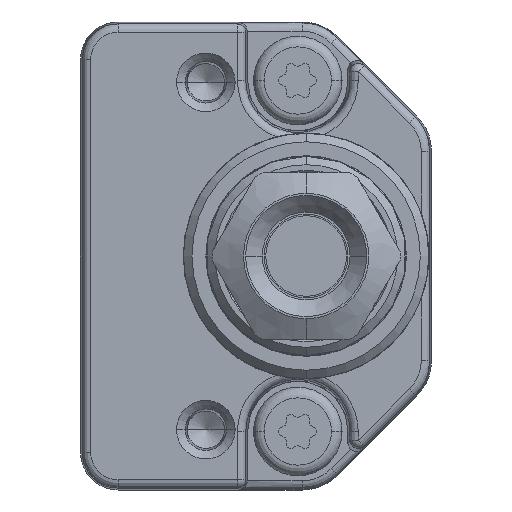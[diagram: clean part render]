
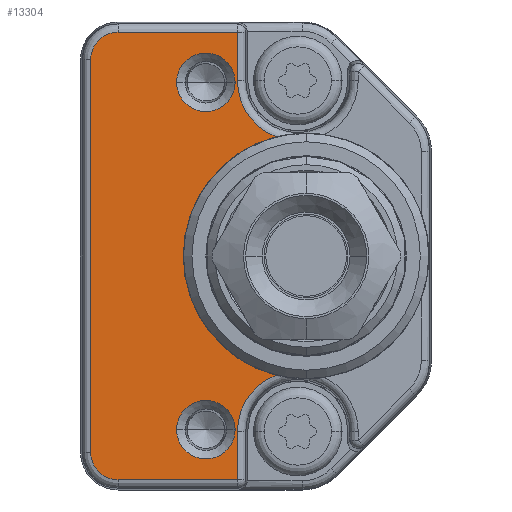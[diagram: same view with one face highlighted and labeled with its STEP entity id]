
A CAD part, left-side view. The second image highlights one B-rep face of the part: STEP entity #13304.
In plain terms, the highlighted planar face has unit normal (-1, 0, 0).
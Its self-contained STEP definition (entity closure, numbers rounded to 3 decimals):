
#507=CARTESIAN_POINT('',(-13.,9.297,-7.127));
#652=CARTESIAN_POINT('',(-13.,9.297,7.127));
#675=CARTESIAN_POINT('',(-13.,8.,-10.5));
#676=DIRECTION('',(1.,0.,0.));
#677=DIRECTION('',(0.,1.,0.));
#678=AXIS2_PLACEMENT_3D('',#675,#676,#677);
#680=DIRECTION('',(0.,0.,1.));
#681=VECTOR('',#680,2.891);
#682=CARTESIAN_POINT('',(-13.,11.614,-13.391));
#683=LINE('',#682,#681);
#684=DIRECTION('',(0.,-1.,0.));
#685=VECTOR('',#684,7.136);
#686=CARTESIAN_POINT('',(-13.,18.75,-13.391));
#687=LINE('',#686,#685);
#688=CARTESIAN_POINT('',(-13.,18.75,-11.75));
#689=DIRECTION('',(-1.,0.,0.));
#690=DIRECTION('',(0.,1.,0.));
#691=AXIS2_PLACEMENT_3D('',#688,#689,#690);
#693=DIRECTION('',(0.,0.,-1.));
#694=VECTOR('',#693,23.5);
#695=CARTESIAN_POINT('',(-13.,20.391,11.75));
#696=LINE('',#695,#694);
#697=CARTESIAN_POINT('',(-13.,18.75,11.75));
#698=DIRECTION('',(-1.,0.,0.));
#699=DIRECTION('',(0.,0.,1.));
#700=AXIS2_PLACEMENT_3D('',#697,#698,#699);
#702=DIRECTION('',(0.,1.,0.));
#703=VECTOR('',#702,7.136);
#704=CARTESIAN_POINT('',(-13.,11.614,13.391));
#705=LINE('',#704,#703);
#706=DIRECTION('',(0.,0.,1.));
#707=VECTOR('',#706,2.891);
#708=CARTESIAN_POINT('',(-13.,11.614,10.5));
#709=LINE('',#708,#707);
#710=CARTESIAN_POINT('',(-13.,8.,10.5));
#711=DIRECTION('',(1.,0.,0.));
#712=DIRECTION('',(0.,0.359,-0.933));
#713=AXIS2_PLACEMENT_3D('',#710,#711,#712);
#715=CARTESIAN_POINT('',(-13.,7.5,0.));
#716=DIRECTION('',(-1.,0.,0.));
#717=DIRECTION('',(0.,0.244,0.97));
#718=AXIS2_PLACEMENT_3D('',#715,#716,#717);
#720=CARTESIAN_POINT('',(-13.,13.5,-10.392));
#721=DIRECTION('',(1.,0.,0.));
#722=DIRECTION('',(0.,-1.,0.));
#723=AXIS2_PLACEMENT_3D('',#720,#721,#722);
#725=CARTESIAN_POINT('',(-13.,13.5,-10.392));
#726=DIRECTION('',(1.,0.,0.));
#727=DIRECTION('',(0.,1.,0.));
#728=AXIS2_PLACEMENT_3D('',#725,#726,#727);
#730=CARTESIAN_POINT('',(-13.,13.5,10.392));
#731=DIRECTION('',(1.,0.,0.));
#732=DIRECTION('',(0.,-1.,0.));
#733=AXIS2_PLACEMENT_3D('',#730,#731,#732);
#735=CARTESIAN_POINT('',(-13.,13.5,10.392));
#736=DIRECTION('',(1.,0.,0.));
#737=DIRECTION('',(0.,1.,0.));
#738=AXIS2_PLACEMENT_3D('',#735,#736,#737);
#11523=VERTEX_POINT('',#507);
#11524=VERTEX_POINT('',#652);
#11541=CARTESIAN_POINT('',(-13.,20.391,-11.75));
#11542=CARTESIAN_POINT('',(-13.,18.75,-13.391));
#11543=VERTEX_POINT('',#11541);
#11544=VERTEX_POINT('',#11542);
#11549=CARTESIAN_POINT('',(-13.,20.391,11.75));
#11550=VERTEX_POINT('',#11549);
#11553=CARTESIAN_POINT('',(-13.,18.75,13.391));
#11554=VERTEX_POINT('',#11553);
#11583=CARTESIAN_POINT('',(-13.,11.614,-10.5));
#11584=VERTEX_POINT('',#11583);
#11585=CARTESIAN_POINT('',(-13.,11.614,-13.391));
#11586=VERTEX_POINT('',#11585);
#11603=CARTESIAN_POINT('',(-13.,11.614,10.5));
#11604=VERTEX_POINT('',#11603);
#11605=CARTESIAN_POINT('',(-13.,11.614,13.391));
#11606=VERTEX_POINT('',#11605);
#11664=CARTESIAN_POINT('',(-13.,11.75,-10.392));
#11665=CARTESIAN_POINT('',(-13.,15.25,-10.392));
#11666=VERTEX_POINT('',#11664);
#11667=VERTEX_POINT('',#11665);
#11672=CARTESIAN_POINT('',(-13.,11.75,10.392));
#11673=CARTESIAN_POINT('',(-13.,15.25,10.392));
#11674=VERTEX_POINT('',#11672);
#11675=VERTEX_POINT('',#11673);
#13269=CARTESIAN_POINT('',(-13.,0.,0.));
#13270=DIRECTION('',(-1.,0.,0.));
#13271=DIRECTION('',(0.,0.,1.));
#13272=AXIS2_PLACEMENT_3D('',#13269,#13270,#13271);
#13273=PLANE('',#13272);
#13274=ORIENTED_EDGE('',*,*,#13117,.F.);
#13276=ORIENTED_EDGE('',*,*,#13275,.F.);
#13278=ORIENTED_EDGE('',*,*,#13277,.F.);
#13280=ORIENTED_EDGE('',*,*,#13279,.F.);
#13282=ORIENTED_EDGE('',*,*,#13281,.F.);
#13284=ORIENTED_EDGE('',*,*,#13283,.F.);
#13286=ORIENTED_EDGE('',*,*,#13285,.F.);
#13287=ORIENTED_EDGE('',*,*,#13260,.F.);
#13288=ORIENTED_EDGE('',*,*,#13218,.F.);
#13289=ORIENTED_EDGE('',*,*,#13132,.T.);
#13290=EDGE_LOOP('',(#13274,#13276,#13278,#13280,#13282,#13284,#13286,#13287,
#13288,#13289));
#13291=FACE_OUTER_BOUND('',#13290,.F.);
#13293=ORIENTED_EDGE('',*,*,#13292,.F.);
#13295=ORIENTED_EDGE('',*,*,#13294,.F.);
#13296=EDGE_LOOP('',(#13293,#13295));
#13297=FACE_BOUND('',#13296,.F.);
#13299=ORIENTED_EDGE('',*,*,#13298,.F.);
#13301=ORIENTED_EDGE('',*,*,#13300,.F.);
#13302=EDGE_LOOP('',(#13299,#13301));
#13303=FACE_BOUND('',#13302,.F.);
#13304=ADVANCED_FACE('',(#13291,#13297,#13303),#13273,.T.);
#679=CIRCLE('',#678,3.614);
#692=CIRCLE('',#691,1.641);
#701=CIRCLE('',#700,1.641);
#714=CIRCLE('',#713,3.614);
#719=CIRCLE('',#718,7.35);
#724=CIRCLE('',#723,1.75);
#729=CIRCLE('',#728,1.75);
#734=CIRCLE('',#733,1.75);
#739=CIRCLE('',#738,1.75);
#13117=EDGE_CURVE('',#11584,#11523,#679,.T.);
#13132=EDGE_CURVE('',#11524,#11523,#719,.T.);
#13218=EDGE_CURVE('',#11524,#11604,#714,.T.);
#13260=EDGE_CURVE('',#11604,#11606,#709,.T.);
#13275=EDGE_CURVE('',#11586,#11584,#683,.T.);
#13277=EDGE_CURVE('',#11544,#11586,#687,.T.);
#13279=EDGE_CURVE('',#11543,#11544,#692,.T.);
#13281=EDGE_CURVE('',#11550,#11543,#696,.T.);
#13283=EDGE_CURVE('',#11554,#11550,#701,.T.);
#13285=EDGE_CURVE('',#11606,#11554,#705,.T.);
#13292=EDGE_CURVE('',#11666,#11667,#724,.T.);
#13294=EDGE_CURVE('',#11667,#11666,#729,.T.);
#13298=EDGE_CURVE('',#11674,#11675,#734,.T.);
#13300=EDGE_CURVE('',#11675,#11674,#739,.T.);
